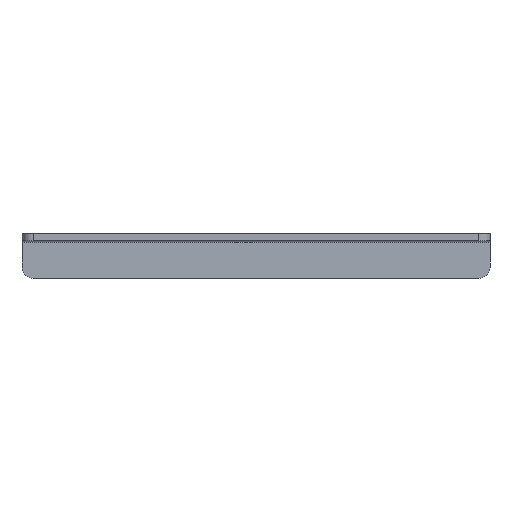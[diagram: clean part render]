
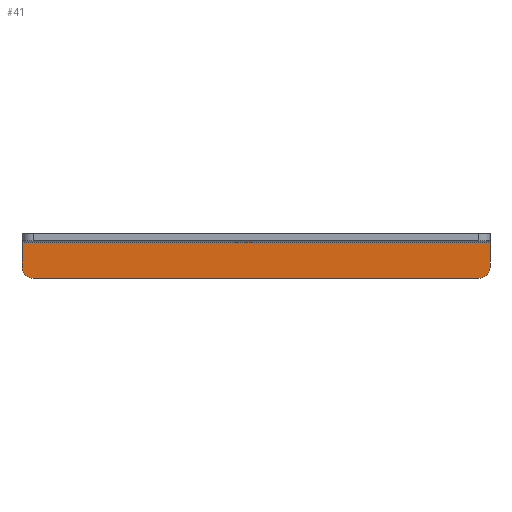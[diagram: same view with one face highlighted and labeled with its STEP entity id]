
A CAD part, front view. The second image highlights one B-rep face of the part: STEP entity #41.
In plain terms, the highlighted planar face has unit normal (0, -1, 0).
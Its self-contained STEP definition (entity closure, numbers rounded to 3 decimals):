
#5 = AXIS2_PLACEMENT_3D ( 'NONE', #883, #549, #129 ) ;
#15 = CARTESIAN_POINT ( 'NONE',  ( -70., 36.825, -3.912 ) ) ;
#41 = ADVANCED_FACE ( 'NONE', ( #859 ), #568, .T. ) ;
#78 = DIRECTION ( 'NONE',  ( 0., -1., 0. ) ) ;
#114 = CARTESIAN_POINT ( 'NONE',  ( -70., 36.825, -3.912 ) ) ;
#129 = DIRECTION ( 'NONE',  ( 0., 0., -1. ) ) ;
#133 = DIRECTION ( 'NONE',  ( 0., 0., -1. ) ) ;
#140 = DIRECTION ( 'NONE',  ( 0., 0., -1. ) ) ;
#141 = EDGE_CURVE ( 'NONE', #812, #424, #437, .T. ) ;
#186 = CARTESIAN_POINT ( 'NONE',  ( 0., 36.825, 0. ) ) ;
#217 = ORIENTED_EDGE ( 'NONE', *, *, #634, .F. ) ;
#229 = EDGE_CURVE ( 'NONE', #812, #280, #696, .T. ) ;
#261 = VERTEX_POINT ( 'NONE', #341 ) ;
#280 = VERTEX_POINT ( 'NONE', #591 ) ;
#281 = VERTEX_POINT ( 'NONE', #1046 ) ;
#293 = ORIENTED_EDGE ( 'NONE', *, *, #986, .T. ) ;
#333 = VECTOR ( 'NONE', #479, 1000. ) ;
#341 = CARTESIAN_POINT ( 'NONE',  ( 140., 36.825, -3.912 ) ) ;
#370 = VECTOR ( 'NONE', #133, 1000. ) ;
#423 = CARTESIAN_POINT ( 'NONE',  ( -65., 36.825, -15. ) ) ;
#424 = VERTEX_POINT ( 'NONE', #15 ) ;
#437 = LINE ( 'NONE', #1092, #825 ) ;
#479 = DIRECTION ( 'NONE',  ( 1., 0., 0. ) ) ;
#485 = EDGE_CURVE ( 'NONE', #424, #261, #1119, .T. ) ;
#507 = CARTESIAN_POINT ( 'NONE',  ( -70., 36.825, -20. ) ) ;
#549 = DIRECTION ( 'NONE',  ( 0., -1., 0. ) ) ;
#568 = PLANE ( 'NONE',  #901 ) ;
#591 = CARTESIAN_POINT ( 'NONE',  ( -65., 36.825, -20. ) ) ;
#634 = EDGE_CURVE ( 'NONE', #261, #1028, #766, .T. ) ;
#657 = ORIENTED_EDGE ( 'NONE', *, *, #141, .F. ) ;
#665 = ORIENTED_EDGE ( 'NONE', *, *, #485, .F. ) ;
#696 = CIRCLE ( 'NONE', #886, 5. ) ;
#702 = VECTOR ( 'NONE', #1023, 1000. ) ;
#766 = LINE ( 'NONE', #1128, #370 ) ;
#812 = VERTEX_POINT ( 'NONE', #957 ) ;
#825 = VECTOR ( 'NONE', #908, 1000. ) ;
#855 = CIRCLE ( 'NONE', #5, 5. ) ;
#859 = FACE_OUTER_BOUND ( 'NONE', #1045, .T. ) ;
#883 = CARTESIAN_POINT ( 'NONE',  ( 135., 36.825, -15. ) ) ;
#886 = AXIS2_PLACEMENT_3D ( 'NONE', #423, #78, #140 ) ;
#901 = AXIS2_PLACEMENT_3D ( 'NONE', #186, #1030, #1167 ) ;
#908 = DIRECTION ( 'NONE',  ( 0., 0., 1. ) ) ;
#957 = CARTESIAN_POINT ( 'NONE',  ( -70., 36.825, -15. ) ) ;
#986 = EDGE_CURVE ( 'NONE', #281, #1028, #855, .T. ) ;
#1013 = EDGE_CURVE ( 'NONE', #281, #280, #1123, .T. ) ;
#1023 = DIRECTION ( 'NONE',  ( -1., 0., 0. ) ) ;
#1028 = VERTEX_POINT ( 'NONE', #1146 ) ;
#1030 = DIRECTION ( 'NONE',  ( 0., -1., 0. ) ) ;
#1045 = EDGE_LOOP ( 'NONE', ( #1169, #293, #217, #665, #657, #1076 ) ) ;
#1046 = CARTESIAN_POINT ( 'NONE',  ( 135., 36.825, -20. ) ) ;
#1076 = ORIENTED_EDGE ( 'NONE', *, *, #229, .T. ) ;
#1092 = CARTESIAN_POINT ( 'NONE',  ( -70., 36.825, -3.175 ) ) ;
#1119 = LINE ( 'NONE', #114, #333 ) ;
#1123 = LINE ( 'NONE', #507, #702 ) ;
#1128 = CARTESIAN_POINT ( 'NONE',  ( 140., 36.825, -20. ) ) ;
#1146 = CARTESIAN_POINT ( 'NONE',  ( 140., 36.825, -15. ) ) ;
#1167 = DIRECTION ( 'NONE',  ( 0., 0., -1. ) ) ;
#1169 = ORIENTED_EDGE ( 'NONE', *, *, #1013, .F. ) ;
